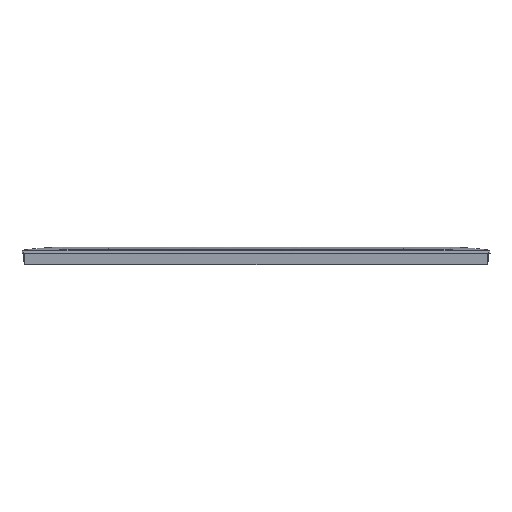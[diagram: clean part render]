
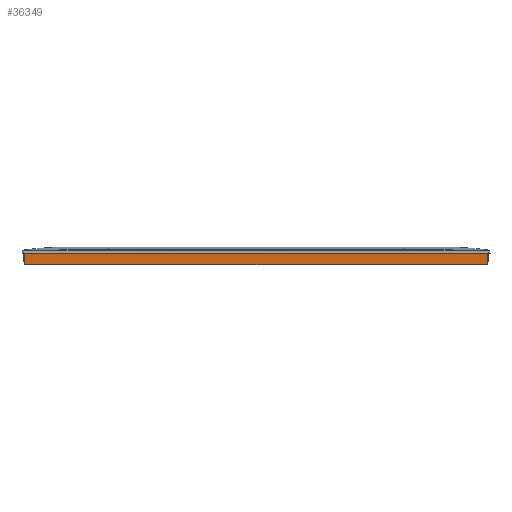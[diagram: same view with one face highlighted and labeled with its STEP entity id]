
A CAD part, front view. The second image highlights one B-rep face of the part: STEP entity #36349.
In plain terms, the highlighted planar face has unit normal (0, -0.998, -0.07).
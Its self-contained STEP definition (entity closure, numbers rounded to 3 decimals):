
#36324=AXIS2_PLACEMENT_3D('Plane Axis2P3D',#36321,#36322,#36323) ;
#33325=CARTESIAN_POINT('Vertex',(182.151,-40.4,0.)) ;
#33328=CARTESIAN_POINT('Line Origine',(71.,-40.4,0.)) ;
#33332=CARTESIAN_POINT('Vertex',(-40.151,-40.4,0.)) ;
#36321=CARTESIAN_POINT('Axis2P3D Location',(0.,-40.4,0.)) ;
#36327=CARTESIAN_POINT('Control Point',(182.532,-40.781,5.45)) ;
#36328=CARTESIAN_POINT('Control Point',(182.151,-40.4,0.)) ;
#36329=CARTESIAN_POINT('Vertex',(182.532,-40.781,5.45)) ;
#36332=CARTESIAN_POINT('Line Origine',(71.,-40.781,5.45)) ;
#36336=CARTESIAN_POINT('Vertex',(-40.532,-40.781,5.45)) ;
#36340=CARTESIAN_POINT('Control Point',(-40.532,-40.781,5.45)) ;
#36341=CARTESIAN_POINT('Control Point',(-40.151,-40.4,0.)) ;
#33329=DIRECTION('Vector Direction',(-1.,0.,0.)) ;
#36322=DIRECTION('Axis2P3D Direction',(0.,-0.998,-0.07)) ;
#36323=DIRECTION('Axis2P3D XDirection',(1.,0.,0.)) ;
#36333=DIRECTION('Vector Direction',(1.,0.,0.)) ;
#33330=VECTOR('Line Direction',#33329,1.) ;
#36334=VECTOR('Line Direction',#36333,1.) ;
#36344=ORIENTED_EDGE('',*,*,#33334,.F.) ;
#36345=ORIENTED_EDGE('',*,*,#36331,.F.) ;
#36346=ORIENTED_EDGE('',*,*,#36338,.F.) ;
#36347=ORIENTED_EDGE('',*,*,#36342,.T.) ;
#36349=ADVANCED_FACE('Corps principal',(#36348),#36325,.T.) ;
#36326=B_SPLINE_CURVE_WITH_KNOTS('',1,(#36327,#36328),.UNSPECIFIED.,.F.,.U.,(2,2),(-2.738,2.738),.UNSPECIFIED.) ;
#36339=B_SPLINE_CURVE_WITH_KNOTS('',1,(#36340,#36341),.UNSPECIFIED.,.F.,.U.,(2,2),(-2.738,2.738),.UNSPECIFIED.) ;
#33334=EDGE_CURVE('',#33326,#33333,#33331,.T.) ;
#36331=EDGE_CURVE('',#36330,#33326,#36326,.T.) ;
#36338=EDGE_CURVE('',#36337,#36330,#36335,.T.) ;
#36342=EDGE_CURVE('',#36337,#33333,#36339,.T.) ;
#36343=EDGE_LOOP('',(#36344,#36345,#36346,#36347)) ;
#36348=FACE_OUTER_BOUND('',#36343,.T.) ;
#33331=LINE('Line',#33328,#33330) ;
#36335=LINE('Line',#36332,#36334) ;
#36325=PLANE('',#36324) ;
#33326=VERTEX_POINT('',#33325) ;
#33333=VERTEX_POINT('',#33332) ;
#36330=VERTEX_POINT('',#36329) ;
#36337=VERTEX_POINT('',#36336) ;
